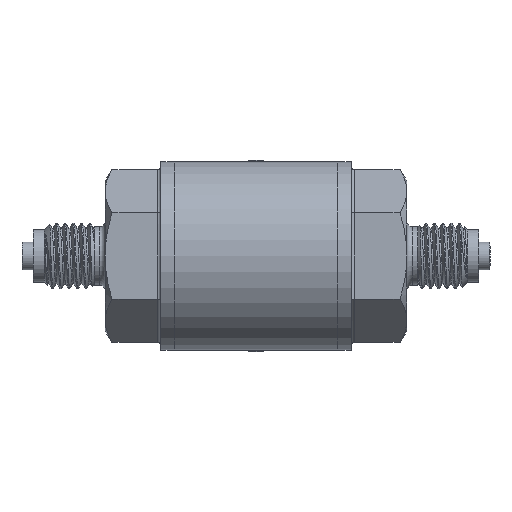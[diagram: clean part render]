
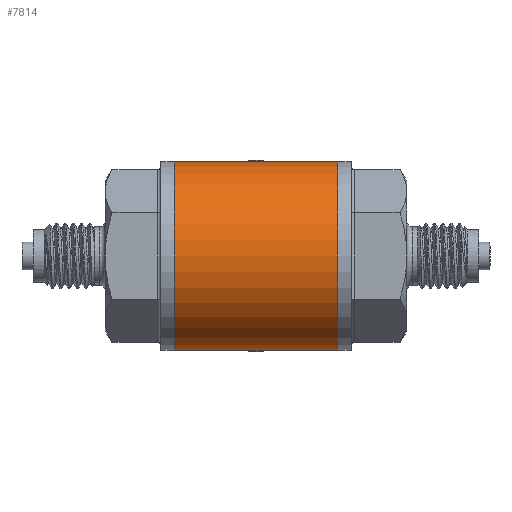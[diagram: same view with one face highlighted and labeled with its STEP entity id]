
A CAD part, front view. The second image highlights one B-rep face of the part: STEP entity #7814.
In plain terms, the highlighted cylindrical face has radius 17 mm (diameter 34 mm), a full revolution.
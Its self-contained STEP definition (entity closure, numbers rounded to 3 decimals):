
#126=FACE_BOUND('',#1400,.T.);
#911=FACE_OUTER_BOUND('',#1399,.T.);
#1399=EDGE_LOOP('',(#7080,#7081,#7082,#7083));
#1400=EDGE_LOOP('',(#7084,#7085));
#1555=CIRCLE('',#8211,17.);
#1556=CIRCLE('',#8212,17.);
#2180=B_SPLINE_CURVE_WITH_KNOTS('',3,(#23177,#23178,#23179,#23180,#23181,
#23182,#23183,#23184,#23185,#23186,#23187,#23188,#23189,#23190,#23191,#23192,
#23193,#23194,#23195,#23196),.UNSPECIFIED.,.F.,.F.,(4,2,2,2,2,2,2,2,2,4),
(-5.022,-4.957,-4.66,-4.362,
-4.065,-3.767,-3.47,-2.9,
-2.615,-2.33),.UNSPECIFIED.);
#2181=B_SPLINE_CURVE_WITH_KNOTS('',3,(#23197,#23198,#23199,#23200,#23201,
#23202,#23203,#23204,#23205,#23206,#23207,#23208,#23209,#23210,#23211,#23212,
#23213,#23214,#23215,#23216,#23217,#23218,#23219,#23220,#23221,#23222,#23223,
#23224,#23225,#23226,#23227,#23228,#23229,#23230,#23231,#23232,#23233,#23234,
#23235,#23236,#23237,#23238,#23239),.UNSPECIFIED.,.F.,.F.,(4,2,2,2,2,2,
2,3,2,2,2,2,2,2,2,2,2,2,2,2,4),(-2.33,-2.045,-1.76,
-1.19,-0.893,-0.595,-0.298,
0.,0.298,0.595,0.893,1.19,
1.76,2.045,2.33,2.615,2.9,
3.47,3.767,4.065,4.297),
 .UNSPECIFIED.);
#2578=LINE('',#23255,#2971);
#2971=VECTOR('',#9246,17.);
#3694=VERTEX_POINT('',#23175);
#3695=VERTEX_POINT('',#23176);
#3698=VERTEX_POINT('',#23252);
#3699=VERTEX_POINT('',#23254);
#4834=EDGE_CURVE('',#3694,#3695,#2180,.T.);
#4835=EDGE_CURVE('',#3695,#3694,#2181,.T.);
#4840=EDGE_CURVE('',#3698,#3698,#1555,.T.);
#4841=EDGE_CURVE('',#3698,#3699,#2578,.T.);
#4842=EDGE_CURVE('',#3699,#3699,#1556,.T.);
#7080=ORIENTED_EDGE('',*,*,#4840,.F.);
#7081=ORIENTED_EDGE('',*,*,#4841,.T.);
#7082=ORIENTED_EDGE('',*,*,#4842,.F.);
#7083=ORIENTED_EDGE('',*,*,#4841,.F.);
#7084=ORIENTED_EDGE('',*,*,#4834,.T.);
#7085=ORIENTED_EDGE('',*,*,#4835,.T.);
#7388=CYLINDRICAL_SURFACE('',#8210,17.);
#7814=ADVANCED_FACE('',(#911,#126),#7388,.T.);
#8210=AXIS2_PLACEMENT_3D('',#23251,#9242,#9243);
#8211=AXIS2_PLACEMENT_3D('',#23253,#9244,#9245);
#8212=AXIS2_PLACEMENT_3D('',#23256,#9247,#9248);
#9242=DIRECTION('center_axis',(1.,0.,0.));
#9243=DIRECTION('ref_axis',(0.,0.,-1.));
#9244=DIRECTION('center_axis',(1.,0.,0.));
#9245=DIRECTION('ref_axis',(0.,0.,-1.));
#9246=DIRECTION('',(-1.,0.,0.));
#9247=DIRECTION('center_axis',(-1.,0.,0.));
#9248=DIRECTION('ref_axis',(0.,0.,-1.));
#23175=CARTESIAN_POINT('',(3.5,9.909,13.813));
#23176=CARTESIAN_POINT('',(-14.25,17.,0.));
#23177=CARTESIAN_POINT('Ctrl Pts',(3.5,9.909,13.813));
#23178=CARTESIAN_POINT('Ctrl Pts',(3.3,9.838,13.864));
#23179=CARTESIAN_POINT('Ctrl Pts',(3.099,9.772,13.911));
#23180=CARTESIAN_POINT('Ctrl Pts',(1.961,9.433,14.147));
#23181=CARTESIAN_POINT('Ctrl Pts',(0.992,9.27,14.25));
#23182=CARTESIAN_POINT('Ctrl Pts',(-0.992,9.27,
14.25));
#23183=CARTESIAN_POINT('Ctrl Pts',(-1.961,9.433,14.147));
#23184=CARTESIAN_POINT('Ctrl Pts',(-3.829,9.99,13.759));
#23185=CARTESIAN_POINT('Ctrl Pts',(-4.729,10.381,13.475));
#23186=CARTESIAN_POINT('Ctrl Pts',(-6.439,11.264,12.746));
#23187=CARTESIAN_POINT('Ctrl Pts',(-7.251,11.755,12.301));
#23188=CARTESIAN_POINT('Ctrl Pts',(-8.759,12.741,11.277));
#23189=CARTESIAN_POINT('Ctrl Pts',(-9.454,13.234,10.698));
#23190=CARTESIAN_POINT('Ctrl Pts',(-11.268,14.569,8.885));
#23191=CARTESIAN_POINT('Ctrl Pts',(-12.355,15.44,7.35));
#23192=CARTESIAN_POINT('Ctrl Pts',(-13.475,16.354,4.732));
#23193=CARTESIAN_POINT('Ctrl Pts',(-13.766,16.596,3.807));
#23194=CARTESIAN_POINT('Ctrl Pts',(-14.154,16.919,1.916));
#23195=CARTESIAN_POINT('Ctrl Pts',(-14.25,17.,0.95));
#23196=CARTESIAN_POINT('Ctrl Pts',(-14.25,17.,0.));
#23197=CARTESIAN_POINT('Ctrl Pts',(-14.25,17.,0.));
#23198=CARTESIAN_POINT('Ctrl Pts',(-14.25,17.,-0.95));
#23199=CARTESIAN_POINT('Ctrl Pts',(-14.154,16.919,-1.916));
#23200=CARTESIAN_POINT('Ctrl Pts',(-13.766,16.596,-3.807));
#23201=CARTESIAN_POINT('Ctrl Pts',(-13.475,16.354,-4.732));
#23202=CARTESIAN_POINT('Ctrl Pts',(-12.355,15.44,-7.35));
#23203=CARTESIAN_POINT('Ctrl Pts',(-11.268,14.569,-8.885));
#23204=CARTESIAN_POINT('Ctrl Pts',(-9.454,13.234,-10.698));
#23205=CARTESIAN_POINT('Ctrl Pts',(-8.759,12.741,-11.277));
#23206=CARTESIAN_POINT('Ctrl Pts',(-7.251,11.755,-12.301));
#23207=CARTESIAN_POINT('Ctrl Pts',(-6.439,11.264,-12.746));
#23208=CARTESIAN_POINT('Ctrl Pts',(-4.729,10.381,-13.475));
#23209=CARTESIAN_POINT('Ctrl Pts',(-3.829,9.99,-13.759));
#23210=CARTESIAN_POINT('Ctrl Pts',(-1.961,9.433,-14.147));
#23211=CARTESIAN_POINT('Ctrl Pts',(-0.992,9.27,
-14.25));
#23212=CARTESIAN_POINT('Ctrl Pts',(0.,9.27,-14.25));
#23213=CARTESIAN_POINT('Ctrl Pts',(0.992,9.27,-14.25));
#23214=CARTESIAN_POINT('Ctrl Pts',(1.961,9.433,-14.147));
#23215=CARTESIAN_POINT('Ctrl Pts',(3.829,9.99,-13.759));
#23216=CARTESIAN_POINT('Ctrl Pts',(4.729,10.381,-13.475));
#23217=CARTESIAN_POINT('Ctrl Pts',(6.439,11.264,-12.746));
#23218=CARTESIAN_POINT('Ctrl Pts',(7.251,11.755,-12.301));
#23219=CARTESIAN_POINT('Ctrl Pts',(8.759,12.741,-11.277));
#23220=CARTESIAN_POINT('Ctrl Pts',(9.454,13.234,-10.698));
#23221=CARTESIAN_POINT('Ctrl Pts',(11.268,14.569,-8.885));
#23222=CARTESIAN_POINT('Ctrl Pts',(12.355,15.44,-7.35));
#23223=CARTESIAN_POINT('Ctrl Pts',(13.475,16.354,-4.732));
#23224=CARTESIAN_POINT('Ctrl Pts',(13.766,16.596,-3.807));
#23225=CARTESIAN_POINT('Ctrl Pts',(14.154,16.919,-1.916));
#23226=CARTESIAN_POINT('Ctrl Pts',(14.25,17.,-0.95));
#23227=CARTESIAN_POINT('Ctrl Pts',(14.25,17.,0.95));
#23228=CARTESIAN_POINT('Ctrl Pts',(14.154,16.919,1.916));
#23229=CARTESIAN_POINT('Ctrl Pts',(13.766,16.596,3.807));
#23230=CARTESIAN_POINT('Ctrl Pts',(13.475,16.354,4.732));
#23231=CARTESIAN_POINT('Ctrl Pts',(12.355,15.44,7.35));
#23232=CARTESIAN_POINT('Ctrl Pts',(11.268,14.569,8.885));
#23233=CARTESIAN_POINT('Ctrl Pts',(9.454,13.234,10.698));
#23234=CARTESIAN_POINT('Ctrl Pts',(8.759,12.741,11.277));
#23235=CARTESIAN_POINT('Ctrl Pts',(7.251,11.755,12.301));
#23236=CARTESIAN_POINT('Ctrl Pts',(6.439,11.264,12.746));
#23237=CARTESIAN_POINT('Ctrl Pts',(4.915,10.477,13.395));
#23238=CARTESIAN_POINT('Ctrl Pts',(4.219,10.163,13.631));
#23239=CARTESIAN_POINT('Ctrl Pts',(3.5,9.909,13.813));
#23251=CARTESIAN_POINT('Origin',(0.,0.,0.));
#23252=CARTESIAN_POINT('',(14.7,0.,17.));
#23253=CARTESIAN_POINT('Origin',(14.7,0.,0.));
#23254=CARTESIAN_POINT('',(-14.7,0.,17.));
#23255=CARTESIAN_POINT('',(0.,0.,17.));
#23256=CARTESIAN_POINT('Origin',(-14.7,0.,0.));
